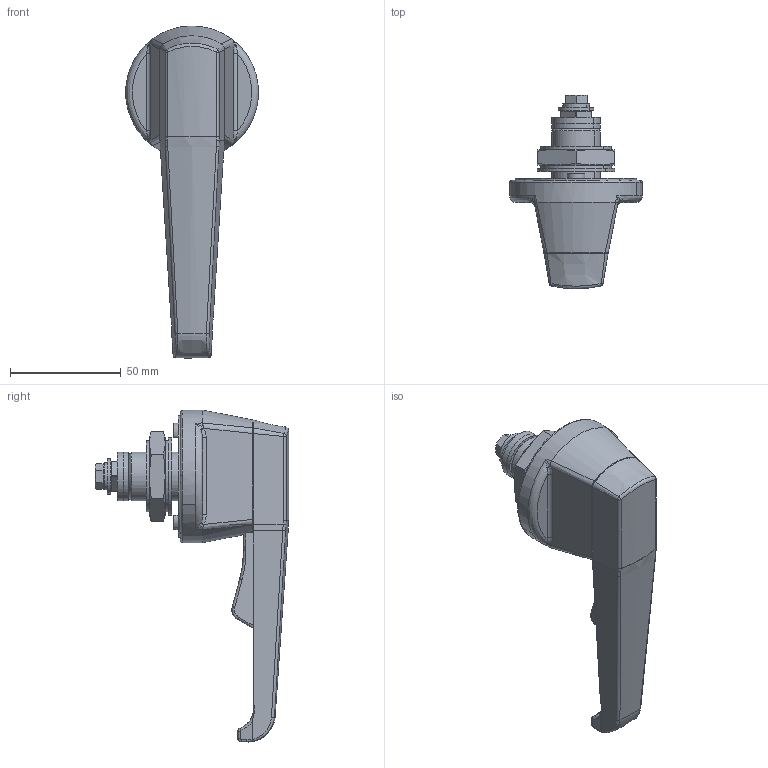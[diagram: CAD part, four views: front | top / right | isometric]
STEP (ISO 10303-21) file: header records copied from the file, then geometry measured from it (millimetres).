
FILE_DESCRIPTION((''),'2;1');
FILE_NAME('','2006-01-17T11:11:12',(''),(''),'','CADfix','');
FILE_SCHEMA(('AUTOMOTIVE_DESIGN'));
Length unit declared in the file: millimetre
Products named in the file (12): washer_D; washer_C; washer_B; washer_A; packing; nut; lever; handle; cover; bolt; base; THA_300JS_1_28848_36
Assembly tree (11 placements, depth 2):
  THA_300JS_1_28848_36
    washer_D
    washer_C
    washer_B
    washer_A
    packing
    nut
    lever
    handle
    cover
    bolt
    base
Bounding box: 59.93 x 87.5 x 150 mm (x, y, z)
Volume: 93448.1 mm3; surface area: 54329 mm2
Topology: 12 solids, 12 shells, 413 faces, 1207 edges, 821 vertices
Faces by surface type: bspline 413
Entity records: 28462 total; most frequent: CARTESIAN_POINT 21139, ORIENTED_EDGE 2398, EDGE_CURVE 1199, VERTEX_POINT 821, B_SPLINE_CURVE_WITH_KNOTS 739, EDGE_LOOP 444, FACE_OUTER_BOUND 413, ADVANCED_FACE 413
